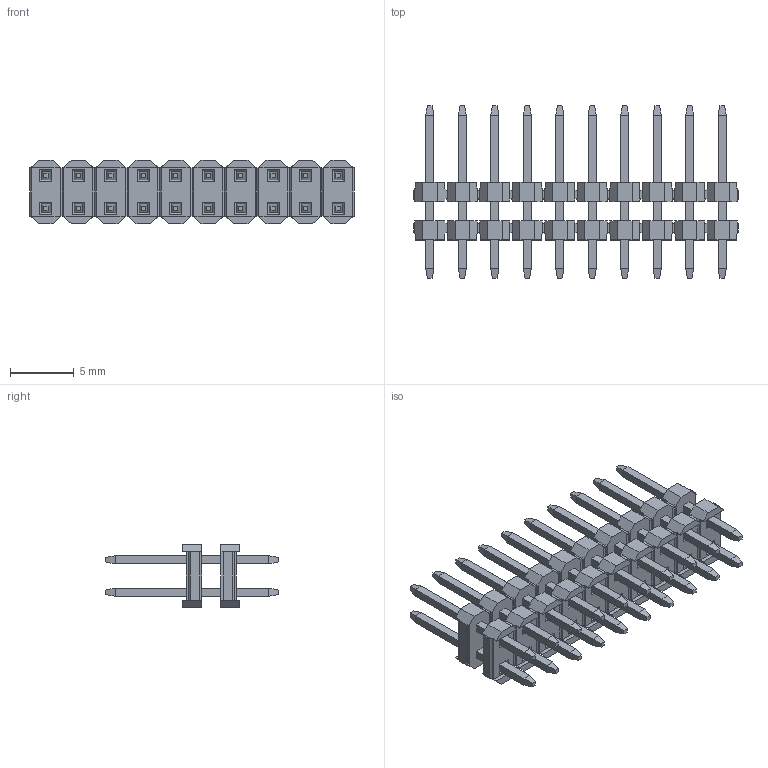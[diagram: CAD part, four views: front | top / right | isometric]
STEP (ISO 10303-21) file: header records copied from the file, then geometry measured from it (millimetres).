
FILE_DESCRIPTION( ('This file contains a STEP AP42 implementation' ,'as created by ZW3D STEP Interface translator.') ,'2;1' );
FILE_NAME( '1115-22XXXXSXXXXXXX(·´Ïò).stp' ,'23 328. 91917', (''), ('ZWCAD Software Co.'), 'Version 1.0', 'ZW3D to STEP translator', '' );
FILE_SCHEMA(('AUTOMOTIVE_DESIGN { 1 0 10303 214 1 1 1 1 }'));
Length unit declared in the file: millimetre
Products named in the file (2): 0; 1115-2220XXS135XXXX(毀砃)
Bounding box: 25.4 x 13.5 x 5 mm (x, y, z)
Volume: 367.9 mm3; surface area: 1509.1 mm2
Topology: 22 solids, 22 shells, 1110 faces, 2798 edges, 1732 vertices
Faces by surface type: plane 1110
Entity records: 33287 total; most frequent: CARTESIAN_POINT 5641, ORIENTED_EDGE 5596, DIRECTION 5020, VECTOR 2798, LINE 2798, EDGE_CURVE 2798, VERTEX_POINT 1732, EDGE_LOOP 1190
